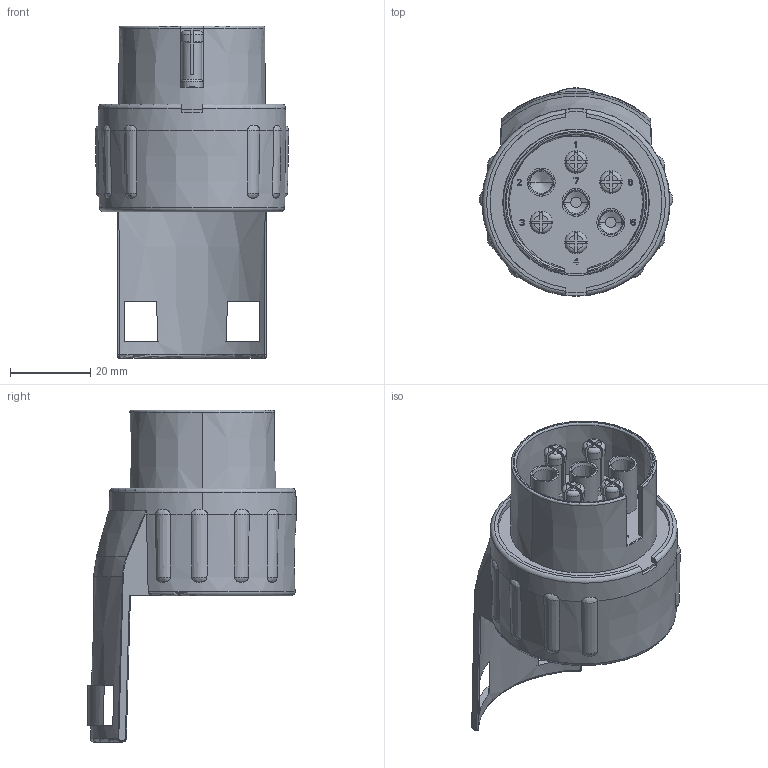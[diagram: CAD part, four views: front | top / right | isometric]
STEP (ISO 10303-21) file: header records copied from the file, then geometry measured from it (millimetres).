
FILE_DESCRIPTION((''),'2;1');
FILE_NAME('311188_SW0001','2020-11-27T13:02:16',('teru'),(''),'CREO PARAMETRIC BY PTC INC, 2017380','CREO PARAMETRIC BY PTC INC, 2017380','');
FILE_SCHEMA(('CONFIG_CONTROL_DESIGN'));
Length unit declared in the file: millimetre
Products named in the file (1): 311188_SW0001
Bounding box: 48.08 x 51.91 x 82.52 mm (x, y, z)
Volume: 36122.3 mm3; surface area: 30363.2 mm2
Topology: 1 solids, 1 shells, 965 faces, 2678 edges, 1762 vertices
Faces by surface type: plane 678, cone 121, cylinder 112, bspline 29, torus 23, extrusion 2
Entity records: 32812 total; most frequent: CARTESIAN_POINT 8304, ORIENTED_EDGE 5328, DIRECTION 4785, EDGE_CURVE 2664, VECTOR 1803, LINE 1801, VERTEX_POINT 1762, AXIS2_PLACEMENT_3D 1491
